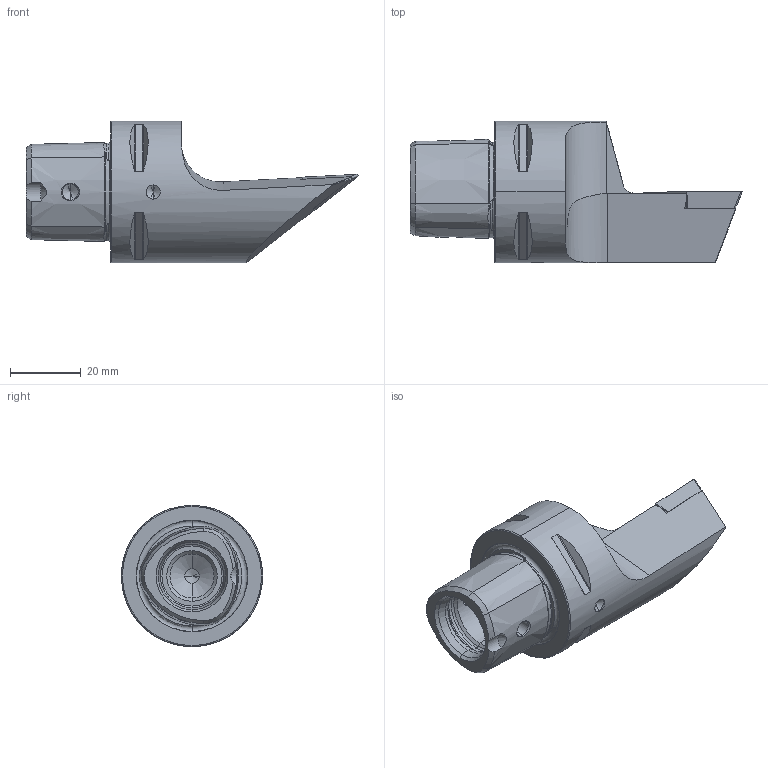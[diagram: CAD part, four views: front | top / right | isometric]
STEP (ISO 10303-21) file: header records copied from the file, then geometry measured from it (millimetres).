
FILE_DESCRIPTION (( 'STEP AP214' ), '1' );
FILE_NAME ('PS4.KVB.LJA.070.STEP', '2022-12-21T12:05:33', ( '' ), ( '' ), 'SwSTEP 2.0', 'SolidWorks 2017', '' );
FILE_SCHEMA (( 'AUTOMOTIVE_DESIGN' ));
Length unit declared in the file: millimetre
Products named in the file (5): PS4-KVB.LJA.070_A_Fertigbearbeitung; KVT_MB_600_050; VCMT160404; WCB-ER2.001.009_A; PS4.KVB.LJA.070
Assembly tree (4 placements, depth 2):
  PS4.KVB.LJA.070
    PS4-KVB.LJA.070_A_Fertigbearbeitung
    WCB-ER2.001.009_A
    VCMT160404
    KVT_MB_600_050
Bounding box: 94 x 40 x 40 mm (x, y, z)
Volume: 49516.5 mm3; surface area: 13497.7 mm2
Topology: 5 solids, 5 shells, 283 faces, 702 edges, 422 vertices
Faces by surface type: cone 100, cylinder 69, plane 54, torus 40, bspline 16, sphere 4
Entity records: 10039 total; most frequent: CARTESIAN_POINT 3048, ORIENTED_EDGE 1366, DIRECTION 1294, EDGE_CURVE 683, AXIS2_PLACEMENT_3D 529, VERTEX_POINT 419, EDGE_LOOP 300, ADVANCED_FACE 283
